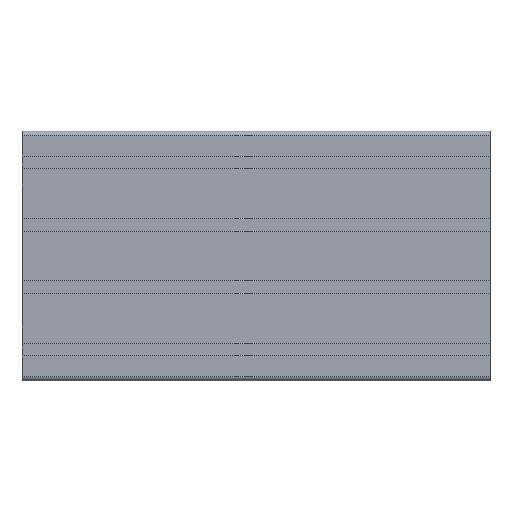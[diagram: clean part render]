
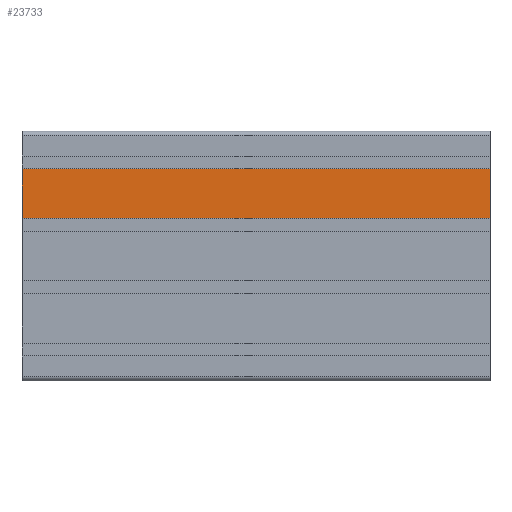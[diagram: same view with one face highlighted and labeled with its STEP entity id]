
A CAD part, left-side view. The second image highlights one B-rep face of the part: STEP entity #23733.
In plain terms, the highlighted face is planar.
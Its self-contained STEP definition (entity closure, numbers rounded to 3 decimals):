
#1730 = EDGE_CURVE ( 'NONE', #5616, #5607, #18244, .T. ) ;
#1769 = EDGE_CURVE ( 'NONE', #5607, #5624, #18562, .T. ) ;
#1774 = EDGE_CURVE ( 'NONE', #5616, #5615, #18463, .T. ) ;
#1810 = EDGE_CURVE ( 'NONE', #5615, #5624, #17887, .T. ) ;
#3288 = EDGE_LOOP ( 'NONE', ( #14234, #16220, #16205, #16211 ) ) ;
#4144 = CARTESIAN_POINT ( 'NONE',  ( 40., 55.9, -300. ) ) ;
#4152 = CARTESIAN_POINT ( 'NONE',  ( 40., 24.1, -300. ) ) ;
#4168 = CARTESIAN_POINT ( 'NONE',  ( 40., 24.1, 0. ) ) ;
#4187 = CARTESIAN_POINT ( 'NONE',  ( 40., 55.9, 0. ) ) ;
#4524 = DIRECTION ( 'NONE',  ( 1., 0., 0. ) ) ;
#4547 = DIRECTION ( 'NONE',  ( 0., 0., -1. ) ) ;
#4552 = FACE_OUTER_BOUND ( 'NONE', #3288, .T. ) ;
#4561 = CARTESIAN_POINT ( 'NONE',  ( 40., 24.1, -300. ) ) ;
#4570 = PLANE ( 'NONE',  #22381 ) ;
#5607 = VERTEX_POINT ( 'NONE', #4144 ) ;
#5615 = VERTEX_POINT ( 'NONE', #4168 ) ;
#5616 = VERTEX_POINT ( 'NONE', #4152 ) ;
#5624 = VERTEX_POINT ( 'NONE', #4187 ) ;
#14234 = ORIENTED_EDGE ( 'NONE', *, *, #1810, .F. ) ;
#16205 = ORIENTED_EDGE ( 'NONE', *, *, #1730, .T. ) ;
#16211 = ORIENTED_EDGE ( 'NONE', *, *, #1769, .T. ) ;
#16220 = ORIENTED_EDGE ( 'NONE', *, *, #1774, .F. ) ;
#17887 = LINE ( 'NONE', #17932, #22165 ) ;
#17889 = DIRECTION ( 'NONE',  ( 0., 1., 0. ) ) ;
#17932 = CARTESIAN_POINT ( 'NONE',  ( 40., 24.1, 0. ) ) ;
#18244 = LINE ( 'NONE', #18273, #22068 ) ;
#18250 = DIRECTION ( 'NONE',  ( 0., 1., 0. ) ) ;
#18273 = CARTESIAN_POINT ( 'NONE',  ( 40., 24.1, -300. ) ) ;
#18463 = LINE ( 'NONE', #18519, #22124 ) ;
#18489 = DIRECTION ( 'NONE',  ( 0., 0., 1. ) ) ;
#18519 = CARTESIAN_POINT ( 'NONE',  ( 40., 24.1, -300. ) ) ;
#18553 = CARTESIAN_POINT ( 'NONE',  ( 40., 55.9, -300. ) ) ;
#18555 = DIRECTION ( 'NONE',  ( 0., 0., 1. ) ) ;
#18562 = LINE ( 'NONE', #18553, #22104 ) ;
#22068 = VECTOR ( 'NONE', #18250, 1000. ) ;
#22104 = VECTOR ( 'NONE', #18489, 1000. ) ;
#22124 = VECTOR ( 'NONE', #18555, 1000. ) ;
#22165 = VECTOR ( 'NONE', #17889, 1000. ) ;
#22381 = AXIS2_PLACEMENT_3D ( 'NONE', #4561, #4524, #4547 ) ;
#23733 = ADVANCED_FACE ( 'NONE', ( #4552 ), #4570, .T. ) ;
